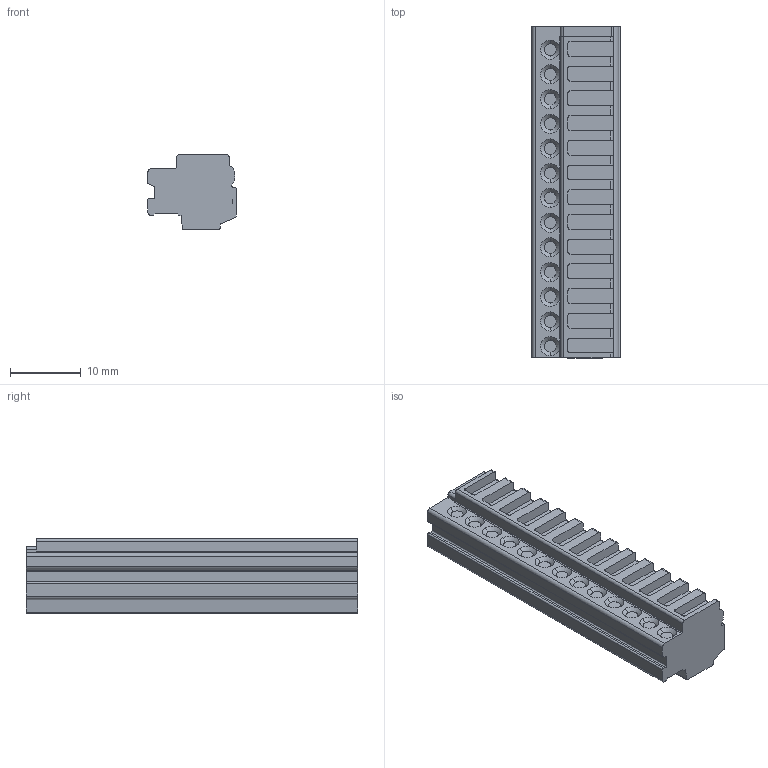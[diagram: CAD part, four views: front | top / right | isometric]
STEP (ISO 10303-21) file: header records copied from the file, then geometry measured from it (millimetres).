
FILE_DESCRIPTION((''),'2;1');
FILE_NAME('RRGG','2024-10-15T11:03:25',('tluser'),(''),'CREO PARAMETRIC BY PTC INC, 2018100','CREO PARAMETRIC BY PTC INC, 2018100','');
FILE_SCHEMA(('CONFIG_CONTROL_DESIGN'));
Length unit declared in the file: millimetre
Products named in the file (1): RRGG
Bounding box: 12.5 x 47 x 10.6 mm (x, y, z)
Volume: 4597.4 mm3; surface area: 2756 mm2
Topology: 1 solids, 1 shells, 426 faces, 1129 edges, 744 vertices
Faces by surface type: plane 236, cylinder 138, cone 52
Entity records: 13482 total; most frequent: CARTESIAN_POINT 2530, DIRECTION 2335, ORIENTED_EDGE 2258, EDGE_CURVE 1129, AXIS2_PLACEMENT_3D 806, VERTEX_POINT 744, VECTOR 723, LINE 723
